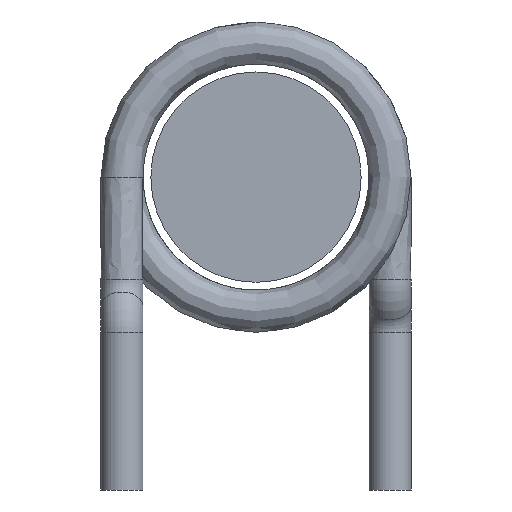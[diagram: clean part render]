
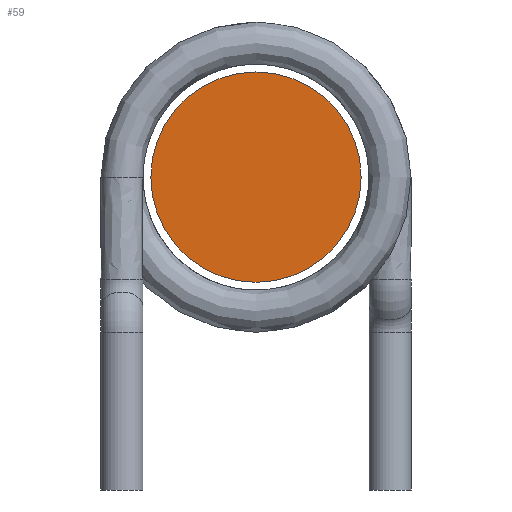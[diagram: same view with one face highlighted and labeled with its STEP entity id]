
A CAD part, front view. The second image highlights one B-rep face of the part: STEP entity #59.
In plain terms, the highlighted planar face has unit normal (0, -1, 0).
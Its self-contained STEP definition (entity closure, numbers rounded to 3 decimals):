
#59 = ADVANCED_FACE( '', ( #120 ), #121, .F. );
#120 = FACE_OUTER_BOUND( '', #219, .T. );
#121 = PLANE( '', #220 );
#219 = EDGE_LOOP( '', ( #1252 ) );
#220 = AXIS2_PLACEMENT_3D( '', #1253, #1254, #1255 );
#1252 = ORIENTED_EDGE( '', *, *, #1304, .F. );
#1253 = CARTESIAN_POINT( '', ( 0., -7., 0. ) );
#1254 = DIRECTION( '', ( 0., 1., 0. ) );
#1255 = DIRECTION( '', ( 0., 0., 1. ) );
#1304 = EDGE_CURVE( '', #1338, #1338, #1339, .T. );
#1338 = VERTEX_POINT( '', #1393 );
#1339 = CIRCLE( '', #1394, 2. );
#1393 = CARTESIAN_POINT( '', ( 2., -7., 0. ) );
#1394 = AXIS2_PLACEMENT_3D( '', #1446, #1447, #1448 );
#1446 = CARTESIAN_POINT( '', ( 0., -7., 0. ) );
#1447 = DIRECTION( '', ( 0., 1., 0. ) );
#1448 = DIRECTION( '', ( 1., 0., 0. ) );
